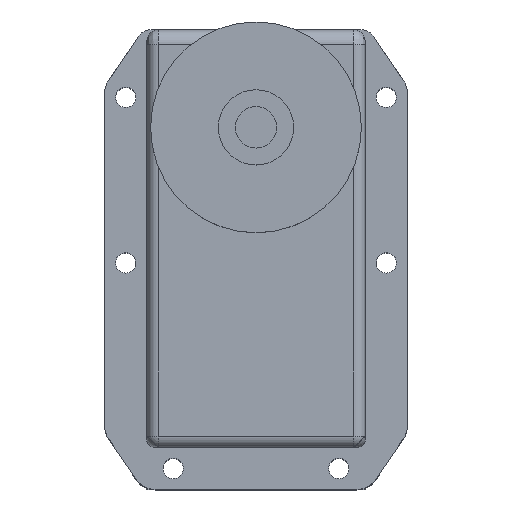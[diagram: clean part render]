
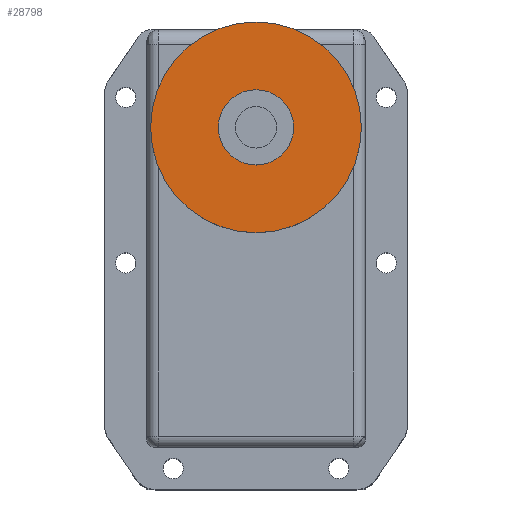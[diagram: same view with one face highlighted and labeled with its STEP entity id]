
A CAD part, top view. The second image highlights one B-rep face of the part: STEP entity #28798.
In plain terms, the highlighted planar face has unit normal (0, 0, 1).
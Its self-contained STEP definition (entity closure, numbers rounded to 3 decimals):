
#28686 = CYLINDRICAL_SURFACE('',#28687,14.);
#28687 = AXIS2_PLACEMENT_3D('',#28688,#28689,#28690);
#28688 = CARTESIAN_POINT('',(0.,0.,32.05));
#28689 = DIRECTION('',(0.,0.,-1.));
#28690 = DIRECTION('',(0.,-1.,0.));
#28728 = VERTEX_POINT('',#28729);
#28729 = CARTESIAN_POINT('',(0.,-14.,27.));
#28749 = EDGE_CURVE('',#28728,#28728,#28750,.T.);
#28750 = SURFACE_CURVE('',#28751,(#28756,#28785),.PCURVE_S1.);
#28751 = CIRCLE('',#28752,14.);
#28752 = AXIS2_PLACEMENT_3D('',#28753,#28754,#28755);
#28753 = CARTESIAN_POINT('',(0.,0.,27.));
#28754 = DIRECTION('',(0.,0.,-1.));
#28755 = DIRECTION('',(0.,1.,0.));
#28756 = PCURVE('',#28686,#28757);
#28757 = DEFINITIONAL_REPRESENTATION('',(#28758),#28784);
#28758 = B_SPLINE_CURVE_WITH_KNOTS('',3,(#28759,#28760,#28761,#28762,
    #28763,#28764,#28765,#28766,#28767,#28768,#28769,#28770,#28771,
    #28772,#28773,#28774,#28775,#28776,#28777,#28778,#28779,#28780,
    #28781,#28782,#28783),.UNSPECIFIED.,.F.,.F.,(4,1,1,1,1,1,1,1,1,1,1,1
    ,1,1,1,1,1,1,1,1,1,1,4),(3.142,3.427,3.713
    ,3.998,4.284,4.57,4.855,
    5.141,5.426,5.712,5.998,
    6.283,6.569,6.854,7.14,
    7.426,7.711,7.997,8.282,
    8.568,8.854,9.139,9.425),
  .QUASI_UNIFORM_KNOTS.);
#28759 = CARTESIAN_POINT('',(0.,5.05));
#28760 = CARTESIAN_POINT('',(0.095,5.05));
#28761 = CARTESIAN_POINT('',(0.286,5.05));
#28762 = CARTESIAN_POINT('',(0.571,5.05));
#28763 = CARTESIAN_POINT('',(0.857,5.05));
#28764 = CARTESIAN_POINT('',(1.142,5.05));
#28765 = CARTESIAN_POINT('',(1.428,5.05));
#28766 = CARTESIAN_POINT('',(1.714,5.05));
#28767 = CARTESIAN_POINT('',(1.999,5.05));
#28768 = CARTESIAN_POINT('',(2.285,5.05));
#28769 = CARTESIAN_POINT('',(2.57,5.05));
#28770 = CARTESIAN_POINT('',(2.856,5.05));
#28771 = CARTESIAN_POINT('',(3.142,5.05));
#28772 = CARTESIAN_POINT('',(3.427,5.05));
#28773 = CARTESIAN_POINT('',(3.713,5.05));
#28774 = CARTESIAN_POINT('',(3.998,5.05));
#28775 = CARTESIAN_POINT('',(4.284,5.05));
#28776 = CARTESIAN_POINT('',(4.57,5.05));
#28777 = CARTESIAN_POINT('',(4.855,5.05));
#28778 = CARTESIAN_POINT('',(5.141,5.05));
#28779 = CARTESIAN_POINT('',(5.426,5.05));
#28780 = CARTESIAN_POINT('',(5.712,5.05));
#28781 = CARTESIAN_POINT('',(5.998,5.05));
#28782 = CARTESIAN_POINT('',(6.188,5.05));
#28783 = CARTESIAN_POINT('',(6.283,5.05));
#28784 = ( GEOMETRIC_REPRESENTATION_CONTEXT(2) 
PARAMETRIC_REPRESENTATION_CONTEXT() REPRESENTATION_CONTEXT('2D SPACE',''
  ) );
#28785 = PCURVE('',#28786,#28791);
#28786 = PLANE('',#28787);
#28787 = AXIS2_PLACEMENT_3D('',#28788,#28789,#28790);
#28788 = CARTESIAN_POINT('',(0.,0.,27.));
#28789 = DIRECTION('',(0.,0.,-1.));
#28790 = DIRECTION('',(-1.,0.,0.));
#28791 = DEFINITIONAL_REPRESENTATION('',(#28792),#28796);
#28792 = CIRCLE('',#28793,14.);
#28793 = AXIS2_PLACEMENT_2D('',#28794,#28795);
#28794 = CARTESIAN_POINT('',(0.,0.));
#28795 = DIRECTION('',(0.,1.));
#28796 = ( GEOMETRIC_REPRESENTATION_CONTEXT(2) 
PARAMETRIC_REPRESENTATION_CONTEXT() REPRESENTATION_CONTEXT('2D SPACE',''
  ) );
#28798 = ADVANCED_FACE('',(#28799,#28802),#28786,.F.);
#28799 = FACE_BOUND('',#28800,.T.);
#28800 = EDGE_LOOP('',(#28801));
#28801 = ORIENTED_EDGE('',*,*,#28749,.F.);
#28802 = FACE_BOUND('',#28803,.T.);
#28803 = EDGE_LOOP('',(#28804));
#28804 = ORIENTED_EDGE('',*,*,#28805,.T.);
#28805 = EDGE_CURVE('',#28806,#28806,#28808,.T.);
#28806 = VERTEX_POINT('',#28807);
#28807 = CARTESIAN_POINT('',(0.,-5.,27.));
#28808 = SURFACE_CURVE('',#28809,(#28814,#28821),.PCURVE_S1.);
#28809 = CIRCLE('',#28810,5.);
#28810 = AXIS2_PLACEMENT_3D('',#28811,#28812,#28813);
#28811 = CARTESIAN_POINT('',(0.,0.,27.));
#28812 = DIRECTION('',(0.,0.,-1.));
#28813 = DIRECTION('',(0.,1.,0.));
#28814 = PCURVE('',#28786,#28815);
#28815 = DEFINITIONAL_REPRESENTATION('',(#28816),#28820);
#28816 = CIRCLE('',#28817,5.);
#28817 = AXIS2_PLACEMENT_2D('',#28818,#28819);
#28818 = CARTESIAN_POINT('',(0.,0.));
#28819 = DIRECTION('',(0.,1.));
#28820 = ( GEOMETRIC_REPRESENTATION_CONTEXT(2) 
PARAMETRIC_REPRESENTATION_CONTEXT() REPRESENTATION_CONTEXT('2D SPACE',''
  ) );
#28821 = PCURVE('',#28822,#28827);
#28822 = CYLINDRICAL_SURFACE('',#28823,5.);
#28823 = AXIS2_PLACEMENT_3D('',#28824,#28825,#28826);
#28824 = CARTESIAN_POINT('',(0.,0.,32.05));
#28825 = DIRECTION('',(0.,0.,-1.));
#28826 = DIRECTION('',(0.,-1.,0.));
#28827 = DEFINITIONAL_REPRESENTATION('',(#28828),#28854);
#28828 = B_SPLINE_CURVE_WITH_KNOTS('',3,(#28829,#28830,#28831,#28832,
    #28833,#28834,#28835,#28836,#28837,#28838,#28839,#28840,#28841,
    #28842,#28843,#28844,#28845,#28846,#28847,#28848,#28849,#28850,
    #28851,#28852,#28853),.UNSPECIFIED.,.F.,.F.,(4,1,1,1,1,1,1,1,1,1,1,1
    ,1,1,1,1,1,1,1,1,1,1,4),(3.142,3.427,3.713
    ,3.998,4.284,4.57,4.855,
    5.141,5.426,5.712,5.998,
    6.283,6.569,6.854,7.14,
    7.426,7.711,7.997,8.282,
    8.568,8.854,9.139,9.425),
  .QUASI_UNIFORM_KNOTS.);
#28829 = CARTESIAN_POINT('',(0.,5.05));
#28830 = CARTESIAN_POINT('',(0.095,5.05));
#28831 = CARTESIAN_POINT('',(0.286,5.05));
#28832 = CARTESIAN_POINT('',(0.571,5.05));
#28833 = CARTESIAN_POINT('',(0.857,5.05));
#28834 = CARTESIAN_POINT('',(1.142,5.05));
#28835 = CARTESIAN_POINT('',(1.428,5.05));
#28836 = CARTESIAN_POINT('',(1.714,5.05));
#28837 = CARTESIAN_POINT('',(1.999,5.05));
#28838 = CARTESIAN_POINT('',(2.285,5.05));
#28839 = CARTESIAN_POINT('',(2.57,5.05));
#28840 = CARTESIAN_POINT('',(2.856,5.05));
#28841 = CARTESIAN_POINT('',(3.142,5.05));
#28842 = CARTESIAN_POINT('',(3.427,5.05));
#28843 = CARTESIAN_POINT('',(3.713,5.05));
#28844 = CARTESIAN_POINT('',(3.998,5.05));
#28845 = CARTESIAN_POINT('',(4.284,5.05));
#28846 = CARTESIAN_POINT('',(4.57,5.05));
#28847 = CARTESIAN_POINT('',(4.855,5.05));
#28848 = CARTESIAN_POINT('',(5.141,5.05));
#28849 = CARTESIAN_POINT('',(5.426,5.05));
#28850 = CARTESIAN_POINT('',(5.712,5.05));
#28851 = CARTESIAN_POINT('',(5.998,5.05));
#28852 = CARTESIAN_POINT('',(6.188,5.05));
#28853 = CARTESIAN_POINT('',(6.283,5.05));
#28854 = ( GEOMETRIC_REPRESENTATION_CONTEXT(2) 
PARAMETRIC_REPRESENTATION_CONTEXT() REPRESENTATION_CONTEXT('2D SPACE',''
  ) );
